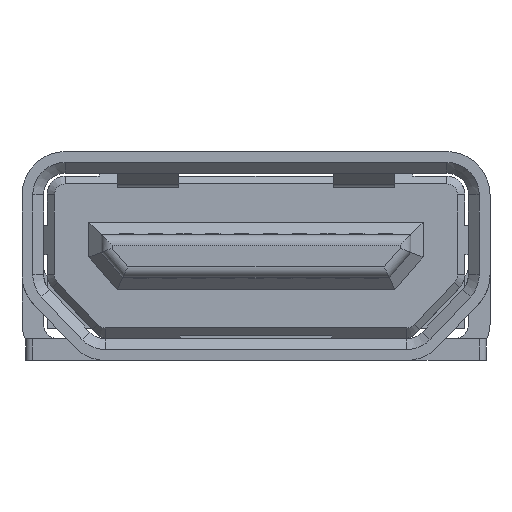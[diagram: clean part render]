
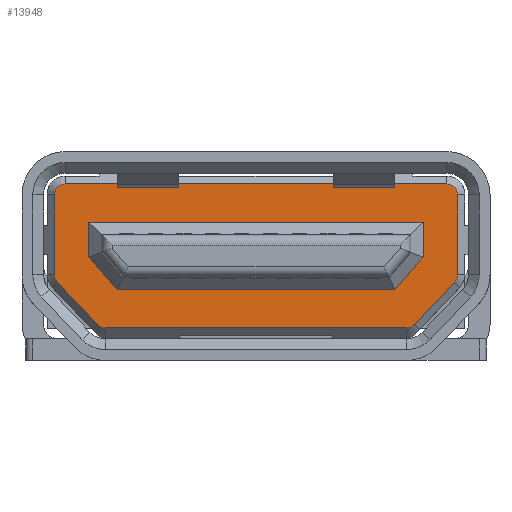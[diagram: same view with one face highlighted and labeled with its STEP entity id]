
A CAD part, front view. The second image highlights one B-rep face of the part: STEP entity #13948.
In plain terms, the highlighted planar face has unit normal (0, -1, 0).
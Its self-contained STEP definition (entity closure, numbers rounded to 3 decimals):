
#11564 = VERTEX_POINT('',#11565);
#11565 = CARTESIAN_POINT('',(-2.8,1.75,2.3));
#11571 = EDGE_CURVE('',#11564,#11572,#11574,.T.);
#11572 = VERTEX_POINT('',#11573);
#11573 = CARTESIAN_POINT('',(-2.8,1.75,1.19));
#11574 = LINE('',#11575,#11576);
#11575 = CARTESIAN_POINT('',(-2.8,1.75,2.3));
#11576 = VECTOR('',#11577,1.);
#11577 = DIRECTION('',(0.,0.,-1.));
#12054 = VERTEX_POINT('',#12055);
#12055 = CARTESIAN_POINT('',(-2.65,1.75,2.45));
#12061 = EDGE_CURVE('',#12054,#11564,#12062,.T.);
#12062 = CIRCLE('',#12063,0.15);
#12063 = AXIS2_PLACEMENT_3D('',#12064,#12065,#12066);
#12064 = CARTESIAN_POINT('',(-2.65,1.75,2.3));
#12065 = DIRECTION('',(0.,-1.,0.));
#12066 = DIRECTION('',(0.,0.,1.));
#12080 = VERTEX_POINT('',#12081);
#12081 = CARTESIAN_POINT('',(2.65,1.75,2.45));
#12087 = EDGE_CURVE('',#12080,#12054,#12088,.T.);
#12088 = LINE('',#12089,#12090);
#12089 = CARTESIAN_POINT('',(2.65,1.75,2.45));
#12090 = VECTOR('',#12091,1.);
#12091 = DIRECTION('',(-1.,0.,0.));
#12700 = VERTEX_POINT('',#12701);
#12701 = CARTESIAN_POINT('',(2.8,1.75,2.3));
#12707 = EDGE_CURVE('',#12700,#12080,#12708,.T.);
#12708 = CIRCLE('',#12709,0.15);
#12709 = AXIS2_PLACEMENT_3D('',#12710,#12711,#12712);
#12710 = CARTESIAN_POINT('',(2.65,1.75,2.3));
#12711 = DIRECTION('',(0.,-1.,0.));
#12712 = DIRECTION('',(1.,0.,0.));
#12726 = VERTEX_POINT('',#12727);
#12727 = CARTESIAN_POINT('',(2.8,1.75,1.19));
#12733 = EDGE_CURVE('',#12726,#12700,#12734,.T.);
#12734 = LINE('',#12735,#12736);
#12735 = CARTESIAN_POINT('',(2.8,1.75,1.19));
#12736 = VECTOR('',#12737,1.);
#12737 = DIRECTION('',(0.,0.,1.));
#13233 = VERTEX_POINT('',#13234);
#13234 = CARTESIAN_POINT('',(-2.759,1.75,1.086));
#13240 = EDGE_CURVE('',#13233,#13241,#13243,.T.);
#13241 = VERTEX_POINT('',#13242);
#13242 = CARTESIAN_POINT('',(-2.2,1.75,0.497));
#13243 = LINE('',#13244,#13245);
#13244 = CARTESIAN_POINT('',(-2.759,1.75,1.086));
#13245 = VECTOR('',#13246,1.);
#13246 = DIRECTION('',(0.688,0.,-0.726));
#13264 = EDGE_CURVE('',#13241,#13265,#13267,.T.);
#13265 = VERTEX_POINT('',#13266);
#13266 = CARTESIAN_POINT('',(-2.091,1.75,0.45));
#13267 = CIRCLE('',#13268,0.15);
#13268 = AXIS2_PLACEMENT_3D('',#13269,#13270,#13271);
#13269 = CARTESIAN_POINT('',(-2.091,1.75,0.6));
#13270 = DIRECTION('',(0.,-1.,-0.));
#13271 = DIRECTION('',(-0.726,0.,-0.688));
#13465 = EDGE_CURVE('',#13265,#13466,#13468,.T.);
#13466 = VERTEX_POINT('',#13467);
#13467 = CARTESIAN_POINT('',(2.091,1.75,0.45));
#13468 = LINE('',#13469,#13470);
#13469 = CARTESIAN_POINT('',(-2.091,1.75,0.45));
#13470 = VECTOR('',#13471,1.);
#13471 = DIRECTION('',(1.,0.,0.));
#13859 = VERTEX_POINT('',#13860);
#13860 = CARTESIAN_POINT('',(2.2,1.75,0.497));
#13866 = EDGE_CURVE('',#13859,#13867,#13869,.T.);
#13867 = VERTEX_POINT('',#13868);
#13868 = CARTESIAN_POINT('',(2.759,1.75,1.086));
#13869 = LINE('',#13870,#13871);
#13870 = CARTESIAN_POINT('',(2.2,1.75,0.497));
#13871 = VECTOR('',#13872,1.);
#13872 = DIRECTION('',(0.688,0.,0.726));
#13890 = EDGE_CURVE('',#13466,#13859,#13891,.T.);
#13891 = CIRCLE('',#13892,0.15);
#13892 = AXIS2_PLACEMENT_3D('',#13893,#13894,#13895);
#13893 = CARTESIAN_POINT('',(2.091,1.75,0.6));
#13894 = DIRECTION('',(0.,-1.,-0.));
#13895 = DIRECTION('',(0.,0.,-1.));
#13935 = EDGE_CURVE('',#11572,#13233,#13936,.T.);
#13936 = CIRCLE('',#13937,0.15);
#13937 = AXIS2_PLACEMENT_3D('',#13938,#13939,#13940);
#13938 = CARTESIAN_POINT('',(-2.65,1.75,1.19));
#13939 = DIRECTION('',(0.,-1.,-0.));
#13940 = DIRECTION('',(-1.,0.,0.));
#13948 = ADVANCED_FACE('',(#13949,#13969),#14019,.F.);
#13949 = FACE_BOUND('',#13950,.F.);
#13950 = EDGE_LOOP('',(#13951,#13952,#13953,#13954,#13961,#13962,#13963,
    #13964,#13965,#13966,#13967,#13968));
#13951 = ORIENTED_EDGE('',*,*,#12087,.F.);
#13952 = ORIENTED_EDGE('',*,*,#12707,.F.);
#13953 = ORIENTED_EDGE('',*,*,#12733,.F.);
#13954 = ORIENTED_EDGE('',*,*,#13955,.F.);
#13955 = EDGE_CURVE('',#13867,#12726,#13956,.T.);
#13956 = CIRCLE('',#13957,0.15);
#13957 = AXIS2_PLACEMENT_3D('',#13958,#13959,#13960);
#13958 = CARTESIAN_POINT('',(2.65,1.75,1.19));
#13959 = DIRECTION('',(0.,-1.,0.));
#13960 = DIRECTION('',(0.726,0.,-0.688));
#13961 = ORIENTED_EDGE('',*,*,#13866,.F.);
#13962 = ORIENTED_EDGE('',*,*,#13890,.F.);
#13963 = ORIENTED_EDGE('',*,*,#13465,.F.);
#13964 = ORIENTED_EDGE('',*,*,#13264,.F.);
#13965 = ORIENTED_EDGE('',*,*,#13240,.F.);
#13966 = ORIENTED_EDGE('',*,*,#13935,.F.);
#13967 = ORIENTED_EDGE('',*,*,#11571,.F.);
#13968 = ORIENTED_EDGE('',*,*,#12061,.F.);
#13969 = FACE_BOUND('',#13970,.F.);
#13970 = EDGE_LOOP('',(#13971,#13981,#13989,#13997,#14005,#14013));
#13971 = ORIENTED_EDGE('',*,*,#13972,.F.);
#13972 = EDGE_CURVE('',#13973,#13975,#13977,.T.);
#13973 = VERTEX_POINT('',#13974);
#13974 = CARTESIAN_POINT('',(-2.32,1.75,1.92));
#13975 = VERTEX_POINT('',#13976);
#13976 = CARTESIAN_POINT('',(2.32,1.75,1.92));
#13977 = LINE('',#13978,#13979);
#13978 = CARTESIAN_POINT('',(-2.15,1.75,1.92));
#13979 = VECTOR('',#13980,1.);
#13980 = DIRECTION('',(1.,0.,0.));
#13981 = ORIENTED_EDGE('',*,*,#13982,.T.);
#13982 = EDGE_CURVE('',#13973,#13983,#13985,.T.);
#13983 = VERTEX_POINT('',#13984);
#13984 = CARTESIAN_POINT('',(-2.32,1.75,1.437));
#13985 = LINE('',#13986,#13987);
#13986 = CARTESIAN_POINT('',(-2.32,1.75,1.75));
#13987 = VECTOR('',#13988,1.);
#13988 = DIRECTION('',(0.,0.,-1.));
#13989 = ORIENTED_EDGE('',*,*,#13990,.T.);
#13990 = EDGE_CURVE('',#13983,#13991,#13993,.T.);
#13991 = VERTEX_POINT('',#13992);
#13992 = CARTESIAN_POINT('',(-1.928,1.75,0.98));
#13993 = LINE('',#13994,#13995);
#13994 = CARTESIAN_POINT('',(-2.279,1.75,1.389));
#13995 = VECTOR('',#13996,1.);
#13996 = DIRECTION('',(0.651,0.,-0.759));
#13997 = ORIENTED_EDGE('',*,*,#13998,.T.);
#13998 = EDGE_CURVE('',#13991,#13999,#14001,.T.);
#13999 = VERTEX_POINT('',#14000);
#14000 = CARTESIAN_POINT('',(1.928,1.75,0.98));
#14001 = LINE('',#14002,#14003);
#14002 = CARTESIAN_POINT('',(-1.85,1.75,0.98));
#14003 = VECTOR('',#14004,1.);
#14004 = DIRECTION('',(1.,0.,0.));
#14005 = ORIENTED_EDGE('',*,*,#14006,.T.);
#14006 = EDGE_CURVE('',#13999,#14007,#14009,.T.);
#14007 = VERTEX_POINT('',#14008);
#14008 = CARTESIAN_POINT('',(2.32,1.75,1.437));
#14009 = LINE('',#14010,#14011);
#14010 = CARTESIAN_POINT('',(1.979,1.75,1.039));
#14011 = VECTOR('',#14012,1.);
#14012 = DIRECTION('',(0.651,0.,0.759));
#14013 = ORIENTED_EDGE('',*,*,#14014,.T.);
#14014 = EDGE_CURVE('',#14007,#13975,#14015,.T.);
#14015 = LINE('',#14016,#14017);
#14016 = CARTESIAN_POINT('',(2.32,1.75,1.5));
#14017 = VECTOR('',#14018,1.);
#14018 = DIRECTION('',(0.,0.,1.));
#14019 = PLANE('',#14020);
#14020 = AXIS2_PLACEMENT_3D('',#14021,#14022,#14023);
#14021 = CARTESIAN_POINT('',(0.,1.75,1.456));
#14022 = DIRECTION('',(0.,1.,0.));
#14023 = DIRECTION('',(0.,0.,1.));
